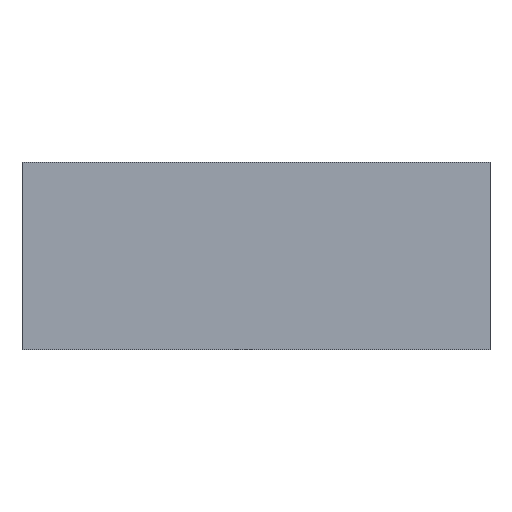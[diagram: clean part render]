
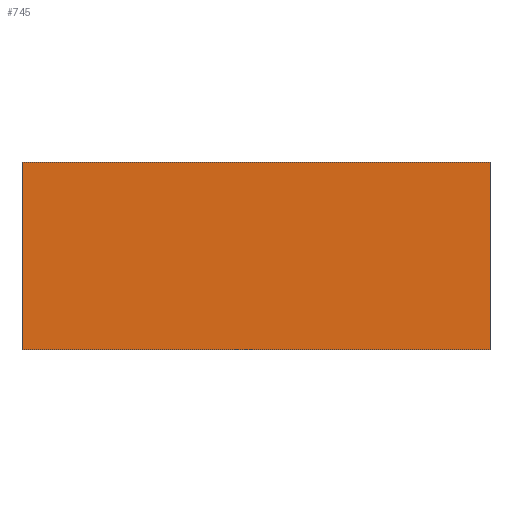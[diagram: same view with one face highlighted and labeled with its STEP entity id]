
A CAD part, front view. The second image highlights one B-rep face of the part: STEP entity #745.
In plain terms, the highlighted planar face has unit normal (0, -1, 0).
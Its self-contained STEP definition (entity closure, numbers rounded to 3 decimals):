
#33 = VECTOR ( 'NONE', #916, 1000. ) ;
#76 = FACE_OUTER_BOUND ( 'NONE', #955, .T. ) ;
#83 = VERTEX_POINT ( 'NONE', #206 ) ;
#98 = ORIENTED_EDGE ( 'NONE', *, *, #883, .F. ) ;
#109 = EDGE_CURVE ( 'NONE', #83, #295, #486, .T. ) ;
#122 = EDGE_CURVE ( 'NONE', #756, #773, #660, .T. ) ;
#132 = DIRECTION ( 'NONE',  ( -1., 0., 0. ) ) ;
#165 = DIRECTION ( 'NONE',  ( 0., 1., 0. ) ) ;
#206 = CARTESIAN_POINT ( 'NONE',  ( 10., -15., 4.5 ) ) ;
#261 = CARTESIAN_POINT ( 'NONE',  ( -10., -15., 4.5 ) ) ;
#295 = VERTEX_POINT ( 'NONE', #261 ) ;
#334 = ORIENTED_EDGE ( 'NONE', *, *, #109, .F. ) ;
#354 = ORIENTED_EDGE ( 'NONE', *, *, #122, .T. ) ;
#373 = AXIS2_PLACEMENT_3D ( 'NONE', #942, #165, #601 ) ;
#396 = DIRECTION ( 'NONE',  ( 0., 0., -1. ) ) ;
#425 = VECTOR ( 'NONE', #132, 1000. ) ;
#474 = CARTESIAN_POINT ( 'NONE',  ( -10., -15., 8.5 ) ) ;
#486 = LINE ( 'NONE', #1077, #425 ) ;
#502 = CARTESIAN_POINT ( 'NONE',  ( 10., -15., 12.5 ) ) ;
#534 = DIRECTION ( 'NONE',  ( 0., 0., -1. ) ) ;
#545 = EDGE_CURVE ( 'NONE', #773, #295, #732, .T. ) ;
#594 = VECTOR ( 'NONE', #396, 1000. ) ;
#601 = DIRECTION ( 'NONE',  ( 0., 0., -1. ) ) ;
#628 = VECTOR ( 'NONE', #534, 1000. ) ;
#660 = LINE ( 'NONE', #908, #33 ) ;
#732 = LINE ( 'NONE', #474, #594 ) ;
#745 = ADVANCED_FACE ( 'NONE', ( #76 ), #1013, .F. ) ;
#756 = VERTEX_POINT ( 'NONE', #502 ) ;
#773 = VERTEX_POINT ( 'NONE', #1009 ) ;
#781 = LINE ( 'NONE', #874, #628 ) ;
#874 = CARTESIAN_POINT ( 'NONE',  ( 10., -15., 8.5 ) ) ;
#883 = EDGE_CURVE ( 'NONE', #756, #83, #781, .T. ) ;
#908 = CARTESIAN_POINT ( 'NONE',  ( 6., -15., 12.5 ) ) ;
#916 = DIRECTION ( 'NONE',  ( -1., 0., 0. ) ) ;
#942 = CARTESIAN_POINT ( 'NONE',  ( 6., -15., 8.5 ) ) ;
#955 = EDGE_LOOP ( 'NONE', ( #354, #1078, #334, #98 ) ) ;
#1009 = CARTESIAN_POINT ( 'NONE',  ( -10., -15., 12.5 ) ) ;
#1013 = PLANE ( 'NONE',  #373 ) ;
#1077 = CARTESIAN_POINT ( 'NONE',  ( 6., -15., 4.5 ) ) ;
#1078 = ORIENTED_EDGE ( 'NONE', *, *, #545, .T. ) ;
